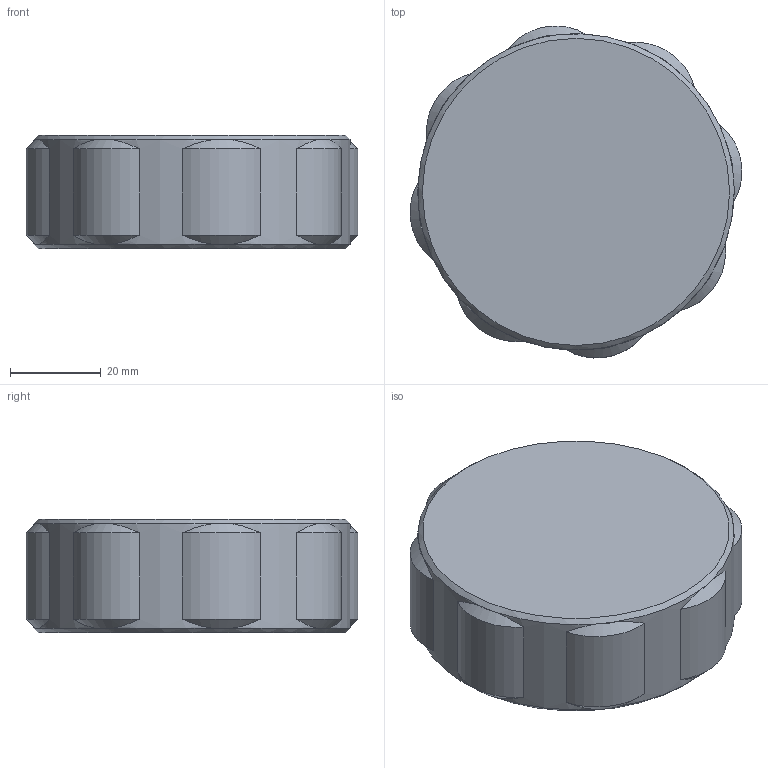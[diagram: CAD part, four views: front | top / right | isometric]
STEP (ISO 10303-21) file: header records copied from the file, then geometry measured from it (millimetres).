
FILE_DESCRIPTION(/* description */ (''),/* implementation_level */ '2;1');
FILE_NAME(/* name */ 'sec_box_top.step',/* time_stamp */ '2026-02-19T10:03:09+01:00',/* author */ (''),/* organization */ (''),/* preprocessor_version */ 'ST-DEVELOPER v20.1',/* originating_system */ 'Autodesk Translation Framework v14.24.0.0',/* authorisation */ '');
FILE_SCHEMA (('AUTOMOTIVE_DESIGN { 1 0 10303 214 3 1 1 }'));
Length unit declared in the file: millimetre
Products named in the file (1): sec_box_top
Bounding box: 73.2 x 73.2 x 25 mm (x, y, z)
Volume: 48807 mm3; surface area: 19285.8 mm2
Topology: 1 solids, 1 shells, 68 faces, 158 edges, 94 vertices
Faces by surface type: cylinder 25, cone 20, plane 20, bspline 3
Full cylindrical faces by diameter (mm): 18.115 x1, 60.356 x6
Entity records: 5191 total; most frequent: CARTESIAN_POINT 3676, ORIENTED_EDGE 316, DIRECTION 308, EDGE_CURVE 158, AXIS2_PLACEMENT_3D 140, VERTEX_POINT 94, CIRCLE 74, EDGE_LOOP 70
